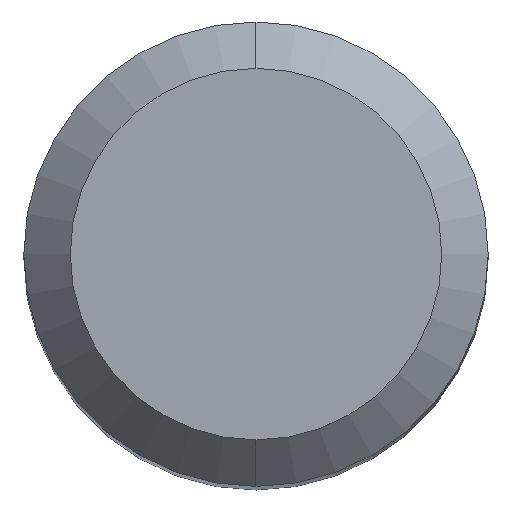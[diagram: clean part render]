
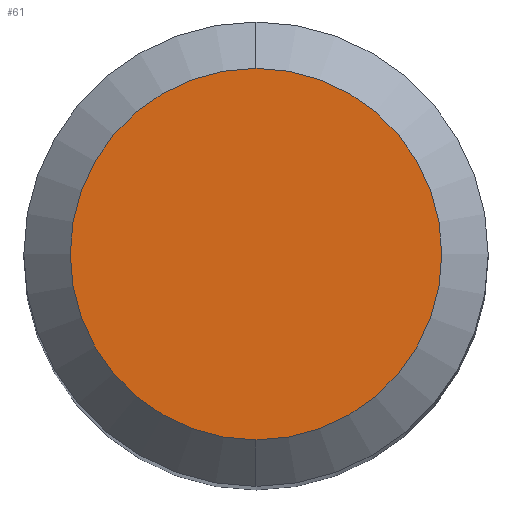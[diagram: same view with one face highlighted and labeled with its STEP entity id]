
A CAD part, top view. The second image highlights one B-rep face of the part: STEP entity #61.
In plain terms, the highlighted planar face has unit normal (0, 0, 1).
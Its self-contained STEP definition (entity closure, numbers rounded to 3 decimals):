
#61=ADVANCED_FACE('',(#131),#132,.T.);
#131=FACE_OUTER_BOUND('',#211,.T.);
#132=PLANE('',#212);
#211=EDGE_LOOP('',(#298,#299));
#212=AXIS2_PLACEMENT_3D('',#300,#301,#302);
#298=ORIENTED_EDGE('',*,*,#415,.F.);
#299=ORIENTED_EDGE('',*,*,#420,.F.);
#300=CARTESIAN_POINT('',(0.,1.6,36.0));
#301=DIRECTION('',(0.,0.,1.0));
#302=DIRECTION('',(0.,-1.0,0.));
#415=EDGE_CURVE('',#484,#486,#487,.T.);
#420=EDGE_CURVE('',#486,#484,#492,.T.);
#484=VERTEX_POINT('',#555);
#486=VERTEX_POINT('',#558);
#487=CIRCLE('',#559,3.2);
#492=CIRCLE('',#565,3.2);
#555=CARTESIAN_POINT('',(0.,3.2,36.0));
#558=CARTESIAN_POINT('',(0.,-3.2,36.0));
#559=AXIS2_PLACEMENT_3D('',#618,#619,#620);
#565=AXIS2_PLACEMENT_3D('',#625,#626,#627);
#618=CARTESIAN_POINT('',(0.,0.,36.0));
#619=DIRECTION('',(0.,0.0,-1.0));
#620=DIRECTION('',(0.0,1.0,0.0));
#625=CARTESIAN_POINT('',(0.,0.,36.0));
#626=DIRECTION('',(0.,0.0,-1.0));
#627=DIRECTION('',(0.0,1.0,0.0));
